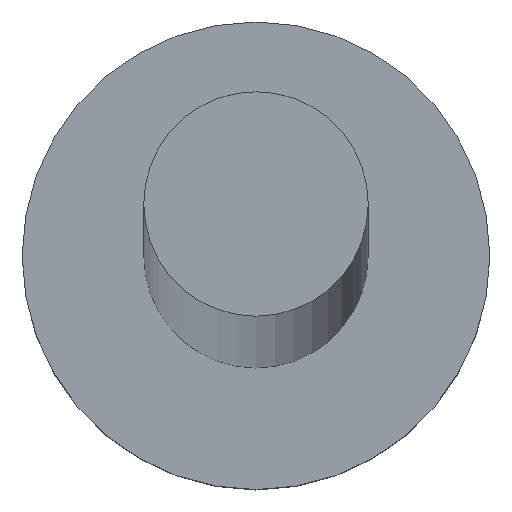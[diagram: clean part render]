
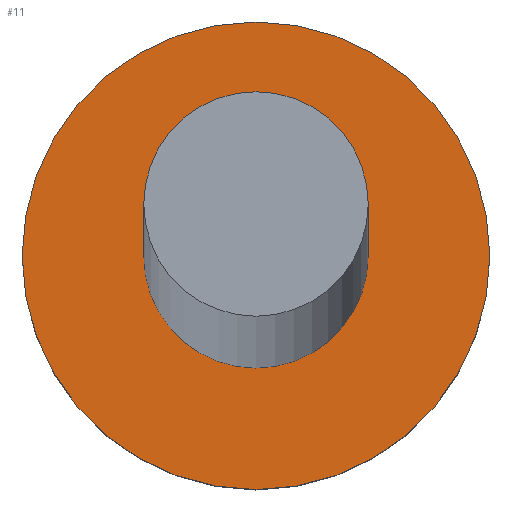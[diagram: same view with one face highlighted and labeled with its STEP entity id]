
A CAD part, top view. The second image highlights one B-rep face of the part: STEP entity #11.
In plain terms, the highlighted planar face has unit normal (0, 0, 1).
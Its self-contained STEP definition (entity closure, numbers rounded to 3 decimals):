
#1 = VERTEX_POINT ( 'NONE', #119 ) ;
#2 = VERTEX_POINT ( 'NONE', #199 ) ;
#9 = AXIS2_PLACEMENT_3D ( 'NONE', #56, #204, #221 ) ;
#11 = ADVANCED_FACE ( 'NONE', ( #90, #135 ), #176, .T. ) ;
#24 = EDGE_CURVE ( 'NONE', #2, #1, #164, .T. ) ;
#43 = VERTEX_POINT ( 'NONE', #53 ) ;
#51 = AXIS2_PLACEMENT_3D ( 'NONE', #241, #246, #228 ) ;
#53 = CARTESIAN_POINT ( 'NONE',  ( 0.6, 0., 1.2 ) ) ;
#55 = DIRECTION ( 'NONE',  ( 1., 0., 0. ) ) ;
#56 = CARTESIAN_POINT ( 'NONE',  ( 0., 0., 1.2 ) ) ;
#68 = CARTESIAN_POINT ( 'NONE',  ( 0., 0., 1.2 ) ) ;
#69 = AXIS2_PLACEMENT_3D ( 'NONE', #125, #157, #88 ) ;
#73 = CARTESIAN_POINT ( 'NONE',  ( 0., 0., 1.2 ) ) ;
#81 = VERTEX_POINT ( 'NONE', #242 ) ;
#83 = ORIENTED_EDGE ( 'NONE', *, *, #128, .F. ) ;
#88 = DIRECTION ( 'NONE',  ( 1., 0., 0. ) ) ;
#89 = EDGE_CURVE ( 'NONE', #1, #2, #147, .T. ) ;
#90 = FACE_BOUND ( 'NONE', #117, .T. ) ;
#115 = EDGE_CURVE ( 'NONE', #81, #43, #187, .T. ) ;
#117 = EDGE_LOOP ( 'NONE', ( #192, #83 ) ) ;
#119 = CARTESIAN_POINT ( 'NONE',  ( 1.25, 0., 1.2 ) ) ;
#123 = DIRECTION ( 'NONE',  ( 1., 0., 0. ) ) ;
#125 = CARTESIAN_POINT ( 'NONE',  ( 0., 0., 1.2 ) ) ;
#128 = EDGE_CURVE ( 'NONE', #43, #81, #144, .T. ) ;
#135 = FACE_OUTER_BOUND ( 'NONE', #202, .T. ) ;
#144 = CIRCLE ( 'NONE', #243, 0.6 ) ;
#147 = CIRCLE ( 'NONE', #51, 1.25 ) ;
#151 = ORIENTED_EDGE ( 'NONE', *, *, #24, .T. ) ;
#157 = DIRECTION ( 'NONE',  ( 0., 0., 1. ) ) ;
#164 = CIRCLE ( 'NONE', #69, 1.25 ) ;
#176 = PLANE ( 'NONE',  #9 ) ;
#187 = CIRCLE ( 'NONE', #220, 0.6 ) ;
#192 = ORIENTED_EDGE ( 'NONE', *, *, #115, .F. ) ;
#199 = CARTESIAN_POINT ( 'NONE',  ( -1.25, 0., 1.2 ) ) ;
#202 = EDGE_LOOP ( 'NONE', ( #151, #232 ) ) ;
#203 = DIRECTION ( 'NONE',  ( 0., 0., 1. ) ) ;
#204 = DIRECTION ( 'NONE',  ( 0., 0., 1. ) ) ;
#220 = AXIS2_PLACEMENT_3D ( 'NONE', #68, #224, #55 ) ;
#221 = DIRECTION ( 'NONE',  ( 1., 0., 0. ) ) ;
#224 = DIRECTION ( 'NONE',  ( 0., 0., 1. ) ) ;
#228 = DIRECTION ( 'NONE',  ( 1., 0., 0. ) ) ;
#232 = ORIENTED_EDGE ( 'NONE', *, *, #89, .T. ) ;
#241 = CARTESIAN_POINT ( 'NONE',  ( 0., 0., 1.2 ) ) ;
#242 = CARTESIAN_POINT ( 'NONE',  ( -0.6, 0., 1.2 ) ) ;
#243 = AXIS2_PLACEMENT_3D ( 'NONE', #73, #203, #123 ) ;
#246 = DIRECTION ( 'NONE',  ( 0., 0., 1. ) ) ;
